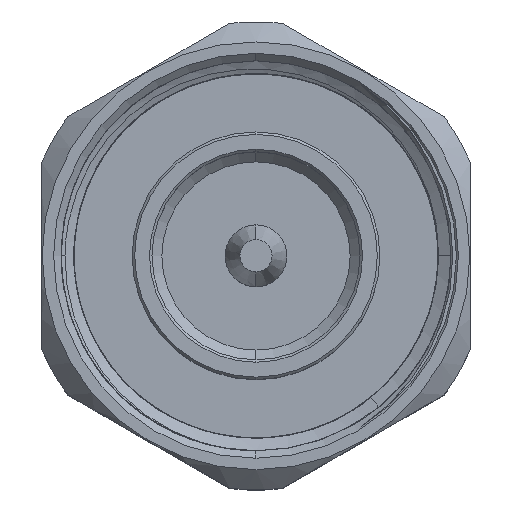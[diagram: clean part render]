
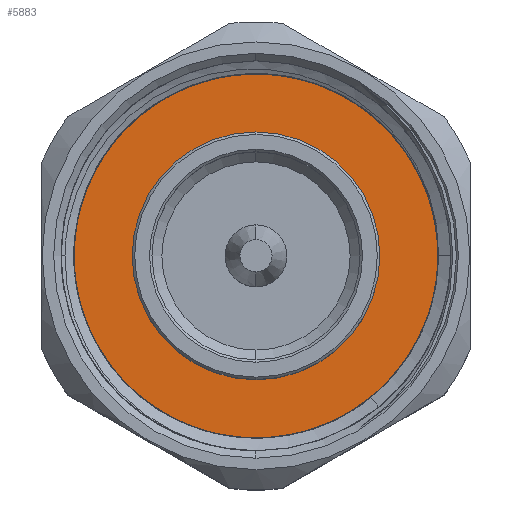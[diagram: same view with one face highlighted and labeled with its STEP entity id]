
A CAD part, top view. The second image highlights one B-rep face of the part: STEP entity #5883.
In plain terms, the highlighted face is planar.
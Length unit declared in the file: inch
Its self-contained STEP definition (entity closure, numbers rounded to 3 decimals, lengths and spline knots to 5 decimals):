
#172 = EDGE_CURVE ( 'NONE', #7233, #9704, #4398, .T. ) ;
#242 = DIRECTION ( 'NONE',  ( 0., -1., 0. ) ) ;
#264 = DIRECTION ( 'NONE',  ( 0., -1., 0. ) ) ;
#389 = CIRCLE ( 'NONE', #10612, 0.3937 ) ;
#581 = CARTESIAN_POINT ( 'NONE',  ( 0.3317, 0.36341, -0.07443 ) ) ;
#744 = CARTESIAN_POINT ( 'NONE',  ( 0.3317, 0.20734, -0.31787 ) ) ;
#820 = CARTESIAN_POINT ( 'NONE',  ( 0.3317, 0.26397, -0.26976 ) ) ;
#853 = CARTESIAN_POINT ( 'NONE',  ( 0.3317, -0.3937, 0. ) ) ;
#860 = CARTESIAN_POINT ( 'NONE',  ( 0.3317, -0.03846, -0.38495 ) ) ;
#1255 = CARTESIAN_POINT ( 'NONE',  ( 0.3317, 0., 0. ) ) ;
#1444 = EDGE_CURVE ( 'NONE', #11544, #8876, #4980, .T. ) ;
#1455 = VERTEX_POINT ( 'NONE', #4043 ) ;
#1483 = EDGE_CURVE ( 'NONE', #9704, #7233, #3380, .T. ) ;
#1666 = ORIENTED_EDGE ( 'NONE', *, *, #1483, .T. ) ;
#1723 = CARTESIAN_POINT ( 'NONE',  ( 0.3317, -0.24435, -0.30799 ) ) ;
#1767 = CARTESIAN_POINT ( 'NONE',  ( 0.3317, -0.01075, -0.38563 ) ) ;
#1892 = DIRECTION ( 'NONE',  ( 0., -1., 0. ) ) ;
#2000 = CARTESIAN_POINT ( 'NONE',  ( 0.3317, -0.27282, -0.28385 ) ) ;
#2012 = CARTESIAN_POINT ( 'NONE',  ( 0.3317, 0., 0. ) ) ;
#2311 = DIRECTION ( 'NONE',  ( 0., -1., 0. ) ) ;
#2415 = CARTESIAN_POINT ( 'NONE',  ( 0.3317, 0., 0. ) ) ;
#2464 = FACE_OUTER_BOUND ( 'NONE', #9421, .T. ) ;
#2550 = DIRECTION ( 'NONE',  ( 0., -1., 0. ) ) ;
#2602 = CARTESIAN_POINT ( 'NONE',  ( 0.3317, -0.21342, -0.32895 ) ) ;
#2685 = CARTESIAN_POINT ( 'NONE',  ( 0.3317, 0.25057, -0.28294 ) ) ;
#2765 = CARTESIAN_POINT ( 'NONE',  ( 0.3317, -0.24999, 0. ) ) ;
#2936 = DIRECTION ( 'NONE',  ( -1., 0., 0. ) ) ;
#3065 = AXIS2_PLACEMENT_3D ( 'NONE', #2012, #2936, #264 ) ;
#3331 = CARTESIAN_POINT ( 'NONE',  ( 0.3317, 0.36833, 0. ) ) ;
#3380 = CIRCLE ( 'NONE', #9608, 0.24999 ) ;
#3445 = CARTESIAN_POINT ( 'NONE',  ( 0.3317, 0.36797, -0.03733 ) ) ;
#3568 = CARTESIAN_POINT ( 'NONE',  ( 0.3317, -0.27282, -0.28385 ) ) ;
#3636 = EDGE_CURVE ( 'NONE', #8876, #1455, #4224, .T. ) ;
#4043 = CARTESIAN_POINT ( 'NONE',  ( 0.3317, 0.36833, 0. ) ) ;
#4192 = DIRECTION ( 'NONE',  ( 0., -1., 0. ) ) ;
#4224 = LINE ( 'NONE', #6472, #8438 ) ;
#4373 = CARTESIAN_POINT ( 'NONE',  ( 0.3317, 0., 0. ) ) ;
#4388 = CARTESIAN_POINT ( 'NONE',  ( 0.3317, 0.34356, -0.14563 ) ) ;
#4398 = CIRCLE ( 'NONE', #11877, 0.24999 ) ;
#4554 = CARTESIAN_POINT ( 'NONE',  ( 0.3317, 0.31944, -0.19606 ) ) ;
#4676 = CARTESIAN_POINT ( 'NONE',  ( 0.3317, 0.24999, 0. ) ) ;
#4812 = B_SPLINE_CURVE_WITH_KNOTS ( 'NONE', 3,
 ( #3331, #11648, #3445, #581, #9867, #9903, #4388, #10842, #4554, #7345, #5451, #820, #2685, #6353, #744, #8133, #10883, #6385, #9110, #11925, #6429, #7220, #1767, #860, #6319, #11884, #8284, #9944, #7306, #8243, #2602, #1723, #5370, #3568 ),
 .UNSPECIFIED., .F., .F.,
 ( 4, 2, 2, 2, 2, 2, 2, 2, 2, 2, 2, 2, 2, 2, 2, 2, 4 ),
 ( 0., 0.00142, 0.00284, 0.00426, 0.00568, 0.0071, 0.00853, 0.00995, 0.01137, 0.01421, 0.01492, 0.01563, 0.01705, 0.01847, 0.01989, 0.02131, 0.02273 ),
 .UNSPECIFIED. ) ;
#4830 = VERTEX_POINT ( 'NONE', #2000 ) ;
#4980 = CIRCLE ( 'NONE', #11078, 0.3937 ) ;
#5108 = CARTESIAN_POINT ( 'NONE',  ( 0.3317, 0., 0. ) ) ;
#5328 = ORIENTED_EDGE ( 'NONE', *, *, #7022, .T. ) ;
#5370 = CARTESIAN_POINT ( 'NONE',  ( 0.3317, -0.259, -0.29645 ) ) ;
#5451 = CARTESIAN_POINT ( 'NONE',  ( 0.3317, 0.28835, -0.24193 ) ) ;
#5883 = ADVANCED_FACE ( 'NONE', ( #2464, #8818 ), #9515, .T. ) ;
#6162 = DIRECTION ( 'NONE',  ( -1., 0., 0. ) ) ;
#6319 = CARTESIAN_POINT ( 'NONE',  ( 0.3317, -0.05683, -0.38319 ) ) ;
#6353 = CARTESIAN_POINT ( 'NONE',  ( 0.3317, 0.22225, -0.30698 ) ) ;
#6385 = CARTESIAN_POINT ( 'NONE',  ( 0.3317, 0.10823, -0.36857 ) ) ;
#6429 = CARTESIAN_POINT ( 'NONE',  ( 0.3317, 0.01709, -0.38465 ) ) ;
#6472 = CARTESIAN_POINT ( 'NONE',  ( 0.3317, 0.3937, 0. ) ) ;
#7022 = EDGE_CURVE ( 'NONE', #4830, #11544, #389, .T. ) ;
#7220 = CARTESIAN_POINT ( 'NONE',  ( 0.3317, -0.00149, -0.38553 ) ) ;
#7233 = VERTEX_POINT ( 'NONE', #2765 ) ;
#7306 = CARTESIAN_POINT ( 'NONE',  ( 0.3317, -0.16408, -0.3544 ) ) ;
#7345 = CARTESIAN_POINT ( 'NONE',  ( 0.3317, 0.29945, -0.22719 ) ) ;
#7482 = ORIENTED_EDGE ( 'NONE', *, *, #3636, .T. ) ;
#7615 = ORIENTED_EDGE ( 'NONE', *, *, #9217, .T. ) ;
#7685 = CARTESIAN_POINT ( 'NONE',  ( 0.3317, 0.3937, 0. ) ) ;
#7872 = DIRECTION ( 'NONE',  ( 1., 0., 0. ) ) ;
#8133 = CARTESIAN_POINT ( 'NONE',  ( 0.3317, 0.17602, -0.33744 ) ) ;
#8243 = CARTESIAN_POINT ( 'NONE',  ( 0.3317, -0.19728, -0.33825 ) ) ;
#8284 = CARTESIAN_POINT ( 'NONE',  ( 0.3317, -0.11165, -0.37259 ) ) ;
#8438 = VECTOR ( 'NONE', #1892, 39.37008 ) ;
#8664 = DIRECTION ( 'NONE',  ( -1., 0., 0. ) ) ;
#8818 = FACE_BOUND ( 'NONE', #11281, .T. ) ;
#8876 = VERTEX_POINT ( 'NONE', #7685 ) ;
#8983 = DIRECTION ( 'NONE',  ( 1., 0., 0. ) ) ;
#9110 = CARTESIAN_POINT ( 'NONE',  ( 0.3317, 0.07264, -0.37827 ) ) ;
#9217 = EDGE_CURVE ( 'NONE', #1455, #4830, #4812, .T. ) ;
#9421 = EDGE_LOOP ( 'NONE', ( #7482, #7615, #5328, #9520 ) ) ;
#9515 = PLANE ( 'NONE',  #3065 ) ;
#9520 = ORIENTED_EDGE ( 'NONE', *, *, #1444, .T. ) ;
#9608 = AXIS2_PLACEMENT_3D ( 'NONE', #5108, #7872, #2311 ) ;
#9704 = VERTEX_POINT ( 'NONE', #4676 ) ;
#9867 = CARTESIAN_POINT ( 'NONE',  ( 0.3317, 0.35974, -0.0927 ) ) ;
#9903 = CARTESIAN_POINT ( 'NONE',  ( 0.3317, 0.34982, -0.12826 ) ) ;
#9944 = CARTESIAN_POINT ( 'NONE',  ( 0.3317, -0.14696, -0.36127 ) ) ;
#10612 = AXIS2_PLACEMENT_3D ( 'NONE', #2415, #6162, #4192 ) ;
#10842 = CARTESIAN_POINT ( 'NONE',  ( 0.3317, 0.32839, -0.17951 ) ) ;
#10883 = CARTESIAN_POINT ( 'NONE',  ( 0.3317, 0.15955, -0.34614 ) ) ;
#11078 = AXIS2_PLACEMENT_3D ( 'NONE', #1255, #8664, #242 ) ;
#11112 = ORIENTED_EDGE ( 'NONE', *, *, #172, .T. ) ;
#11281 = EDGE_LOOP ( 'NONE', ( #11112, #1666 ) ) ;
#11544 = VERTEX_POINT ( 'NONE', #853 ) ;
#11648 = CARTESIAN_POINT ( 'NONE',  ( 0.3317, 0.36886, -0.01871 ) ) ;
#11877 = AXIS2_PLACEMENT_3D ( 'NONE', #4373, #8983, #2550 ) ;
#11884 = CARTESIAN_POINT ( 'NONE',  ( 0.3317, -0.09337, -0.37703 ) ) ;
#11925 = CARTESIAN_POINT ( 'NONE',  ( 0.3317, 0.02643, -0.38387 ) ) ;
